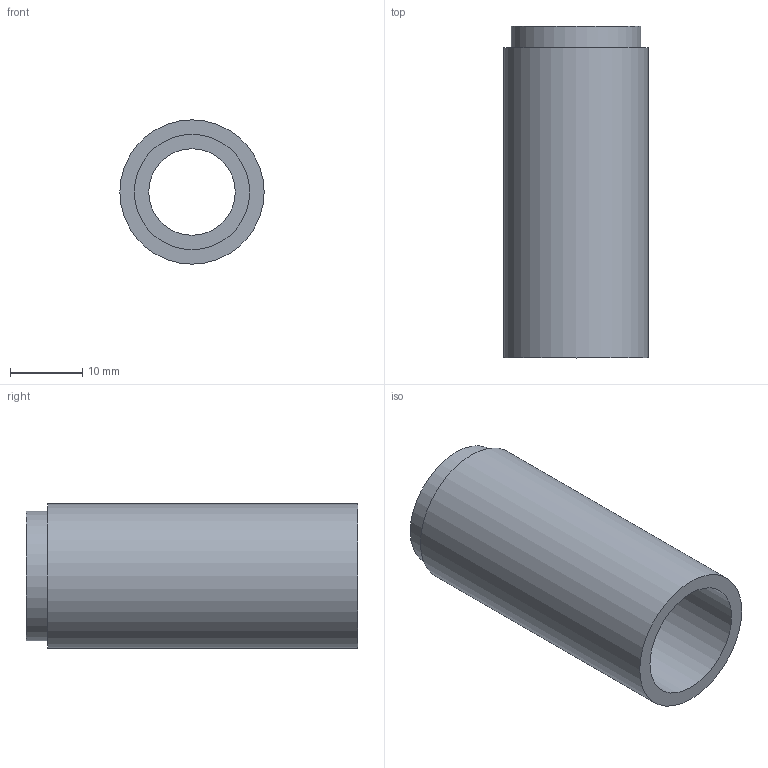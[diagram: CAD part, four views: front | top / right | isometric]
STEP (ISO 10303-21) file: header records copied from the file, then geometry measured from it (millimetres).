
FILE_DESCRIPTION(/* description */ (''),/* implementation_level */ '2;1');
FILE_NAME(/* name */ 'Mic Cap Holder v1.step',/* time_stamp */ '2019-01-07T16:13:27+01:00',/* author */ ('raphaelJL2NV'),/* organization */ (''),/* preprocessor_version */ 'ST-DEVELOPER v17.2',/* originating_system */ 'Autodesk Translation Framework v7.6.0.251',/* authorisation */ '');
FILE_SCHEMA (('AUTOMOTIVE_DESIGN { 1 0 10303 214 3 1 1 }'));
Length unit declared in the file: millimetre
Products named in the file (1): Mic Cap Holder
Bounding box: 20 x 46 x 20 mm (x, y, z)
Volume: 5322.9 mm3; surface area: 5545.5 mm2
Topology: 1 solids, 1 shells, 10 faces, 16 edges, 11 vertices
Faces by surface type: cylinder 5, plane 5
Full cylindrical faces by diameter (mm): 12 x1, 14.53 x1, 16 x1, 18 x1, 20 x1
Entity records: 276 total; most frequent: DIRECTION 49, CARTESIAN_POINT 38, ORIENTED_EDGE 32, AXIS2_PLACEMENT_3D 22, EDGE_CURVE 16, EDGE_LOOP 15, CIRCLE 11, VERTEX_POINT 11
